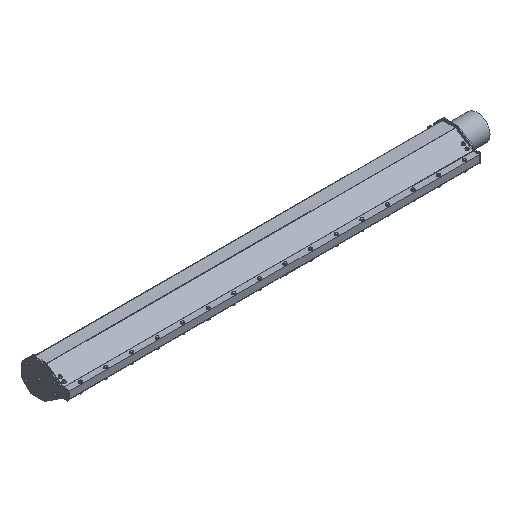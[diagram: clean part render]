
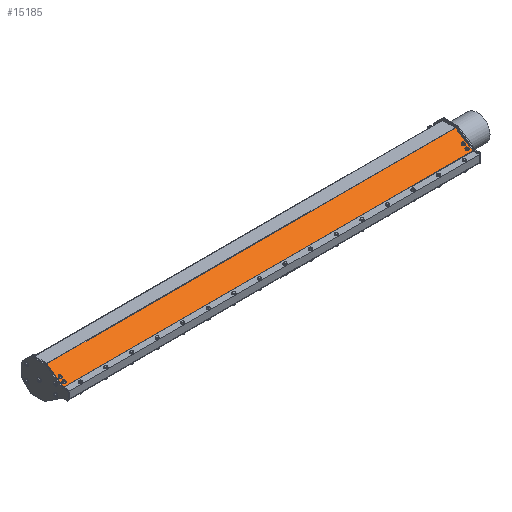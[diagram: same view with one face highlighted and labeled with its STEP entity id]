
A CAD part, isometric view. The second image highlights one B-rep face of the part: STEP entity #15185.
In plain terms, the highlighted planar face has unit normal (0, -0.537, 0.843).
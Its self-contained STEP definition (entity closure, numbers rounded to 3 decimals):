
#492=FACE_BOUND('',#4565,.T.);
#493=FACE_BOUND('',#4566,.T.);
#494=FACE_BOUND('',#4567,.T.);
#495=FACE_BOUND('',#4568,.T.);
#812=PLANE('',#16469);
#1949=LINE('',#89853,#2533);
#1956=LINE('',#89902,#2540);
#1959=LINE('',#89907,#2543);
#1960=LINE('',#89908,#2544);
#2533=VECTOR('',#18930,0.394);
#2540=VECTOR('',#18977,0.394);
#2543=VECTOR('',#18984,0.394);
#2544=VECTOR('',#18985,0.394);
#3383=FACE_OUTER_BOUND('',#4564,.T.);
#4564=EDGE_LOOP('',(#11591,#11592,#11593,#11594));
#4565=EDGE_LOOP('',(#11595));
#4566=EDGE_LOOP('',(#11596));
#4567=EDGE_LOOP('',(#11597));
#4568=EDGE_LOOP('',(#11598));
#6317=CIRCLE('',#16199,0.177);
#6322=CIRCLE('',#16209,0.177);
#6337=CIRCLE('',#16239,0.177);
#6342=CIRCLE('',#16249,0.177);
#7233=VERTEX_POINT('',#89215);
#7238=VERTEX_POINT('',#89230);
#7253=VERTEX_POINT('',#89275);
#7258=VERTEX_POINT('',#89290);
#7449=VERTEX_POINT('',#89849);
#7450=VERTEX_POINT('',#89851);
#7471=VERTEX_POINT('',#89898);
#7472=VERTEX_POINT('',#89900);
#8742=EDGE_CURVE('',#7233,#7233,#6317,.T.);
#8747=EDGE_CURVE('',#7238,#7238,#6322,.T.);
#8762=EDGE_CURVE('',#7253,#7253,#6337,.T.);
#8767=EDGE_CURVE('',#7258,#7258,#6342,.T.);
#9029=EDGE_CURVE('',#7450,#7449,#1949,.T.);
#9054=EDGE_CURVE('',#7472,#7471,#1956,.T.);
#9057=EDGE_CURVE('',#7449,#7472,#1959,.T.);
#9058=EDGE_CURVE('',#7471,#7450,#1960,.T.);
#11591=ORIENTED_EDGE('',*,*,#9054,.F.);
#11592=ORIENTED_EDGE('',*,*,#9057,.F.);
#11593=ORIENTED_EDGE('',*,*,#9029,.F.);
#11594=ORIENTED_EDGE('',*,*,#9058,.F.);
#11595=ORIENTED_EDGE('',*,*,#8742,.F.);
#11596=ORIENTED_EDGE('',*,*,#8747,.F.);
#11597=ORIENTED_EDGE('',*,*,#8762,.F.);
#11598=ORIENTED_EDGE('',*,*,#8767,.F.);
#15185=ADVANCED_FACE('',(#3383,#492,#493,#494,#495),#812,.T.);
#16199=AXIS2_PLACEMENT_3D('',#89216,#18261,#18262);
#16209=AXIS2_PLACEMENT_3D('',#89231,#18281,#18282);
#16239=AXIS2_PLACEMENT_3D('',#89276,#18341,#18342);
#16249=AXIS2_PLACEMENT_3D('',#89291,#18361,#18362);
#16469=AXIS2_PLACEMENT_3D('',#89906,#18982,#18983);
#18261=DIRECTION('center_axis',(0.,-0.537,
0.843));
#18262=DIRECTION('ref_axis',(-0.301,0.804,0.512));
#18281=DIRECTION('center_axis',(0.,-0.537,
0.843));
#18282=DIRECTION('ref_axis',(0.191,0.828,0.527));
#18341=DIRECTION('center_axis',(0.,-0.537,
0.843));
#18342=DIRECTION('ref_axis',(-0.9,0.367,0.234));
#18361=DIRECTION('center_axis',(0.,-0.537,
0.843));
#18362=DIRECTION('ref_axis',(0.985,0.145,0.092));
#18930=DIRECTION('',(1.,0.,0.));
#18977=DIRECTION('',(-1.,0.,0.));
#18982=DIRECTION('center_axis',(0.,-0.537,
0.843));
#18983=DIRECTION('ref_axis',(0.,-0.843,-0.537));
#18984=DIRECTION('',(0.,-0.843,-0.537));
#18985=DIRECTION('',(0.,0.843,0.537));
#89215=CARTESIAN_POINT('',(29.271,-2.263,0.141));
#89216=CARTESIAN_POINT('Origin',(29.217,-2.12,0.232));
#89230=CARTESIAN_POINT('',(-18.067,-2.267,0.139));
#89231=CARTESIAN_POINT('Origin',(-18.033,-2.12,0.232));
#89275=CARTESIAN_POINT('',(-17.873,-1.737,0.476));
#89276=CARTESIAN_POINT('Origin',(-18.033,-1.671,0.518));
#89290=CARTESIAN_POINT('',(29.043,-1.697,0.502));
#89291=CARTESIAN_POINT('Origin',(29.217,-1.671,0.518));
#89849=CARTESIAN_POINT('',(29.592,-0.397,1.33));
#89851=CARTESIAN_POINT('',(-18.408,-0.397,1.33));
#89853=CARTESIAN_POINT('',(-18.408,-0.397,1.33));
#89898=CARTESIAN_POINT('',(-18.408,-2.447,0.024));
#89900=CARTESIAN_POINT('',(29.592,-2.447,0.024));
#89902=CARTESIAN_POINT('',(-18.408,-2.447,0.024));
#89906=CARTESIAN_POINT('Origin',(-18.408,-0.382,1.339));
#89907=CARTESIAN_POINT('',(29.592,-2.454,0.019));
#89908=CARTESIAN_POINT('',(-18.408,-2.454,0.019));
